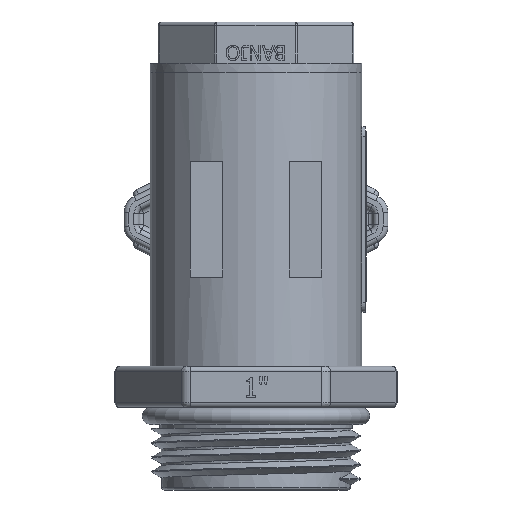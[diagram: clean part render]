
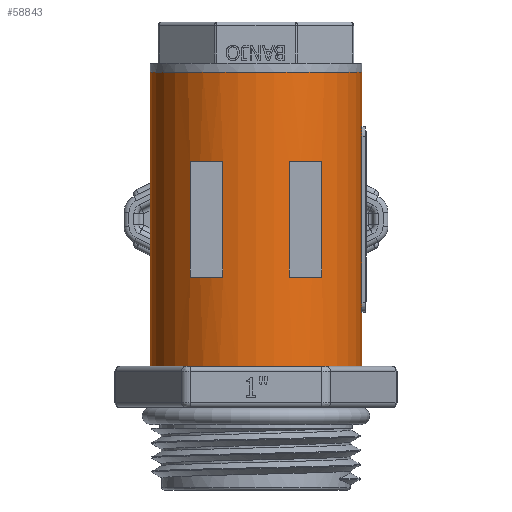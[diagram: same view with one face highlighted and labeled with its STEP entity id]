
A CAD part, front view. The second image highlights one B-rep face of the part: STEP entity #58843.
In plain terms, the highlighted cylindrical face has radius 16.32 mm (diameter 32.639 mm), a full revolution.
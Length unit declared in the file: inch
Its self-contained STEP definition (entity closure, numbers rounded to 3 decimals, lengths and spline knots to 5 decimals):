
#2095=FACE_BOUND('',#20223,.T.);
#2096=FACE_BOUND('',#20224,.T.);
#2097=FACE_BOUND('',#20225,.T.);
#4876=LINE('',#81370,#10663);
#4878=LINE('',#81472,#10665);
#4887=LINE('',#81540,#10674);
#4888=LINE('',#81546,#10675);
#4889=LINE('',#81549,#10676);
#4890=LINE('',#81554,#10677);
#4891=LINE('',#81557,#10678);
#10663=VECTOR('',#67014,0.3937);
#10665=VECTOR('',#67032,0.3937);
#10674=VECTOR('',#67059,0.6425);
#10675=VECTOR('',#67064,0.3937);
#10676=VECTOR('',#67067,0.3937);
#10677=VECTOR('',#67070,0.3937);
#10678=VECTOR('',#67073,0.3937);
#16441=CYLINDRICAL_SURFACE('',#62778,0.6425);
#16735=FACE_OUTER_BOUND('',#20222,.T.);
#20222=EDGE_LOOP('',(#41466,#41467,#41468,#41469));
#20223=EDGE_LOOP('',(#41470,#41471,#41472,#41473));
#20224=EDGE_LOOP('',(#41474,#41475,#41476,#41477));
#20225=EDGE_LOOP('',(#41478,#41479,#41480,#41481,#41482,#41483,#41484,#41485));
#24141=B_SPLINE_CURVE_WITH_KNOTS('',3,(#81360,#81361,#81362,#81363,#81364,
#81365),.UNSPECIFIED.,.F.,.F.,(4,1,1,4),(0.,0.25202,0.37803,
0.58805),.UNSPECIFIED.);
#24143=B_SPLINE_CURVE_WITH_KNOTS('',3,(#81411,#81412,#81413,#81414,#81415,
#81416),.UNSPECIFIED.,.F.,.F.,(4,1,1,4),(0.,0.25201,0.42002,
0.58803),.UNSPECIFIED.);
#24145=B_SPLINE_CURVE_WITH_KNOTS('',3,(#81462,#81463,#81464,#81465,#81466,
#81467),.UNSPECIFIED.,.F.,.F.,(4,1,1,4),(0.,0.16801,0.33603,
0.58805),.UNSPECIFIED.);
#24147=B_SPLINE_CURVE_WITH_KNOTS('',3,(#81510,#81511,#81512,#81513,#81514,
#81515),.UNSPECIFIED.,.F.,.F.,(4,1,1,4),(0.,0.25202,
0.42003,0.58805),.UNSPECIFIED.);
#25646=CIRCLE('',#62759,0.6425);
#25651=CIRCLE('',#62766,0.6425);
#25658=CIRCLE('',#62779,0.6425);
#25659=CIRCLE('',#62780,0.6425);
#25660=CIRCLE('',#62781,0.6425);
#25661=CIRCLE('',#62782,0.6425);
#25662=CIRCLE('',#62783,0.6425);
#25663=CIRCLE('',#62784,0.6425);
#26994=VERTEX_POINT('',#81313);
#26997=VERTEX_POINT('',#81318);
#26999=VERTEX_POINT('',#81358);
#27001=VERTEX_POINT('',#81368);
#27003=VERTEX_POINT('',#81409);
#27005=VERTEX_POINT('',#81419);
#27007=VERTEX_POINT('',#81460);
#27009=VERTEX_POINT('',#81470);
#27016=VERTEX_POINT('',#81537);
#27017=VERTEX_POINT('',#81539);
#27018=VERTEX_POINT('',#81542);
#27019=VERTEX_POINT('',#81543);
#27020=VERTEX_POINT('',#81545);
#27021=VERTEX_POINT('',#81547);
#27022=VERTEX_POINT('',#81550);
#27023=VERTEX_POINT('',#81551);
#27024=VERTEX_POINT('',#81553);
#27025=VERTEX_POINT('',#81555);
#32690=EDGE_CURVE('',#26997,#26994,#25646,.T.);
#32693=EDGE_CURVE('',#26999,#26997,#24141,.T.);
#32695=EDGE_CURVE('',#27001,#26999,#4876,.T.);
#32699=EDGE_CURVE('',#27003,#27001,#24143,.T.);
#32701=EDGE_CURVE('',#27005,#27003,#25651,.T.);
#32705=EDGE_CURVE('',#27007,#27005,#24145,.T.);
#32707=EDGE_CURVE('',#27009,#27007,#4878,.T.);
#32710=EDGE_CURVE('',#26994,#27009,#24147,.T.);
#32721=EDGE_CURVE('',#27016,#27016,#25658,.T.);
#32722=EDGE_CURVE('',#27016,#27017,#4887,.T.);
#32723=EDGE_CURVE('',#27017,#27017,#25659,.T.);
#32724=EDGE_CURVE('',#27018,#27019,#25660,.T.);
#32725=EDGE_CURVE('',#27019,#27020,#4888,.T.);
#32726=EDGE_CURVE('',#27020,#27021,#25661,.T.);
#32727=EDGE_CURVE('',#27021,#27018,#4889,.T.);
#32728=EDGE_CURVE('',#27022,#27023,#25662,.T.);
#32729=EDGE_CURVE('',#27023,#27024,#4890,.T.);
#32730=EDGE_CURVE('',#27024,#27025,#25663,.T.);
#32731=EDGE_CURVE('',#27025,#27022,#4891,.T.);
#41466=ORIENTED_EDGE('',*,*,#32721,.T.);
#41467=ORIENTED_EDGE('',*,*,#32722,.T.);
#41468=ORIENTED_EDGE('',*,*,#32723,.T.);
#41469=ORIENTED_EDGE('',*,*,#32722,.F.);
#41470=ORIENTED_EDGE('',*,*,#32724,.T.);
#41471=ORIENTED_EDGE('',*,*,#32725,.T.);
#41472=ORIENTED_EDGE('',*,*,#32726,.T.);
#41473=ORIENTED_EDGE('',*,*,#32727,.T.);
#41474=ORIENTED_EDGE('',*,*,#32728,.T.);
#41475=ORIENTED_EDGE('',*,*,#32729,.T.);
#41476=ORIENTED_EDGE('',*,*,#32730,.T.);
#41477=ORIENTED_EDGE('',*,*,#32731,.T.);
#41478=ORIENTED_EDGE('',*,*,#32690,.F.);
#41479=ORIENTED_EDGE('',*,*,#32693,.F.);
#41480=ORIENTED_EDGE('',*,*,#32695,.F.);
#41481=ORIENTED_EDGE('',*,*,#32699,.F.);
#41482=ORIENTED_EDGE('',*,*,#32701,.F.);
#41483=ORIENTED_EDGE('',*,*,#32705,.F.);
#41484=ORIENTED_EDGE('',*,*,#32707,.F.);
#41485=ORIENTED_EDGE('',*,*,#32710,.F.);
#58843=ADVANCED_FACE('',(#16735,#2095,#2096,#2097),#16441,.T.);
#62759=AXIS2_PLACEMENT_3D('',#81320,#67006,#67007);
#62766=AXIS2_PLACEMENT_3D('',#81421,#67022,#67023);
#62778=AXIS2_PLACEMENT_3D('',#81536,#67055,#67056);
#62779=AXIS2_PLACEMENT_3D('',#81538,#67057,#67058);
#62780=AXIS2_PLACEMENT_3D('',#81541,#67060,#67061);
#62781=AXIS2_PLACEMENT_3D('',#81544,#67062,#67063);
#62782=AXIS2_PLACEMENT_3D('',#81548,#67065,#67066);
#62783=AXIS2_PLACEMENT_3D('',#81552,#67068,#67069);
#62784=AXIS2_PLACEMENT_3D('',#81556,#67071,#67072);
#67006=DIRECTION('center_axis',(0.,0.,-1.));
#67007=DIRECTION('ref_axis',(0.,1.,0.));
#67014=DIRECTION('',(0.,0.,1.));
#67022=DIRECTION('center_axis',(0.,0.,1.));
#67023=DIRECTION('ref_axis',(0.,1.,0.));
#67032=DIRECTION('',(0.,0.,-1.));
#67055=DIRECTION('center_axis',(0.,0.,1.));
#67056=DIRECTION('ref_axis',(-1.,0.,0.));
#67057=DIRECTION('center_axis',(0.,0.,-1.));
#67058=DIRECTION('ref_axis',(-1.,0.,0.));
#67059=DIRECTION('',(0.,0.,-1.));
#67060=DIRECTION('center_axis',(0.,0.,1.));
#67061=DIRECTION('ref_axis',(-1.,0.,0.));
#67062=DIRECTION('center_axis',(0.,0.,-1.));
#67063=DIRECTION('ref_axis',(-1.,0.,0.));
#67064=DIRECTION('',(0.,0.,1.));
#67065=DIRECTION('center_axis',(0.,0.,1.));
#67066=DIRECTION('ref_axis',(-1.,0.,0.));
#67067=DIRECTION('',(0.,0.,-1.));
#67068=DIRECTION('center_axis',(0.,0.,-1.));
#67069=DIRECTION('ref_axis',(-1.,0.,0.));
#67070=DIRECTION('',(0.,0.,1.));
#67071=DIRECTION('center_axis',(0.,0.,1.));
#67072=DIRECTION('ref_axis',(-1.,0.,0.));
#67073=DIRECTION('',(0.,0.,-1.));
#81313=CARTESIAN_POINT('',(0.21987,0.60371,0.365));
#81318=CARTESIAN_POINT('',(-0.21987,0.60371,0.365));
#81320=CARTESIAN_POINT('Origin',(0.,0.,0.365));
#81358=CARTESIAN_POINT('',(-0.35667,0.53441,0.225));
#81360=CARTESIAN_POINT('Ctrl Pts',(-0.35667,0.53441,
0.225));
#81361=CARTESIAN_POINT('Ctrl Pts',(-0.35667,0.53441,
0.25807));
#81362=CARTESIAN_POINT('Ctrl Pts',(-0.33843,0.54699,
0.30634));
#81363=CARTESIAN_POINT('Ctrl Pts',(-0.28468,0.57703,
0.35315));
#81364=CARTESIAN_POINT('Ctrl Pts',(-0.24517,0.59449,
0.365));
#81365=CARTESIAN_POINT('Ctrl Pts',(-0.21987,0.60371,
0.365));
#81368=CARTESIAN_POINT('',(-0.35667,0.53441,-0.225));
#81370=CARTESIAN_POINT('',(-0.35667,0.53441,0.));
#81409=CARTESIAN_POINT('',(-0.21987,0.60371,-0.365));
#81411=CARTESIAN_POINT('Ctrl Pts',(-0.21987,0.60371,
-0.365));
#81412=CARTESIAN_POINT('Ctrl Pts',(-0.25023,0.59265,
-0.365));
#81413=CARTESIAN_POINT('Ctrl Pts',(-0.29907,0.57006,
-0.3476));
#81414=CARTESIAN_POINT('Ctrl Pts',(-0.34584,0.5418,
-0.29106));
#81415=CARTESIAN_POINT('Ctrl Pts',(-0.35667,0.53441,
-0.24705));
#81416=CARTESIAN_POINT('Ctrl Pts',(-0.35667,0.53441,
-0.225));
#81419=CARTESIAN_POINT('',(0.21987,0.60371,-0.365));
#81421=CARTESIAN_POINT('Origin',(0.,0.,-0.365));
#81460=CARTESIAN_POINT('',(0.35667,0.53441,-0.225));
#81462=CARTESIAN_POINT('Ctrl Pts',(0.35667,0.53441,
-0.225));
#81463=CARTESIAN_POINT('Ctrl Pts',(0.35667,0.53441,
-0.24705));
#81464=CARTESIAN_POINT('Ctrl Pts',(0.34591,0.54174,
-0.29085));
#81465=CARTESIAN_POINT('Ctrl Pts',(0.29931,0.56995,
-0.34756));
#81466=CARTESIAN_POINT('Ctrl Pts',(0.25023,0.59265,-0.365));
#81467=CARTESIAN_POINT('Ctrl Pts',(0.21987,0.60371,
-0.365));
#81470=CARTESIAN_POINT('',(0.35667,0.53441,0.225));
#81472=CARTESIAN_POINT('',(0.35667,0.53441,0.));
#81510=CARTESIAN_POINT('Ctrl Pts',(0.21987,0.60371,
0.365));
#81511=CARTESIAN_POINT('Ctrl Pts',(0.25023,0.59265,0.365));
#81512=CARTESIAN_POINT('Ctrl Pts',(0.29931,0.56995,
0.34756));
#81513=CARTESIAN_POINT('Ctrl Pts',(0.34591,0.54174,
0.29085));
#81514=CARTESIAN_POINT('Ctrl Pts',(0.35667,0.53441,
0.24705));
#81515=CARTESIAN_POINT('Ctrl Pts',(0.35667,0.53441,
0.225));
#81536=CARTESIAN_POINT('Origin',(0.,0.,0.));
#81537=CARTESIAN_POINT('',(0.6425,0.,0.891));
#81538=CARTESIAN_POINT('Origin',(0.,0.,0.891));
#81539=CARTESIAN_POINT('',(0.6425,0.,-0.891));
#81540=CARTESIAN_POINT('',(0.6425,0.,0.));
#81541=CARTESIAN_POINT('Origin',(0.,0.,-0.891));
#81542=CARTESIAN_POINT('',(0.4,-0.5028,-0.35));
#81543=CARTESIAN_POINT('',(0.20024,-0.6105,-0.35));
#81544=CARTESIAN_POINT('Origin',(0.,0.,-0.35));
#81545=CARTESIAN_POINT('',(0.20024,-0.6105,0.35));
#81546=CARTESIAN_POINT('',(0.20024,-0.6105,0.));
#81547=CARTESIAN_POINT('',(0.4,-0.5028,0.35));
#81548=CARTESIAN_POINT('Origin',(0.,0.,0.35));
#81549=CARTESIAN_POINT('',(0.4,-0.5028,0.));
#81550=CARTESIAN_POINT('',(-0.20024,-0.6105,-0.35));
#81551=CARTESIAN_POINT('',(-0.4,-0.5028,-0.35));
#81552=CARTESIAN_POINT('Origin',(0.,0.,-0.35));
#81553=CARTESIAN_POINT('',(-0.4,-0.5028,0.35));
#81554=CARTESIAN_POINT('',(-0.4,-0.5028,0.));
#81555=CARTESIAN_POINT('',(-0.20024,-0.6105,0.35));
#81556=CARTESIAN_POINT('Origin',(0.,0.,0.35));
#81557=CARTESIAN_POINT('',(-0.20024,-0.6105,0.));
